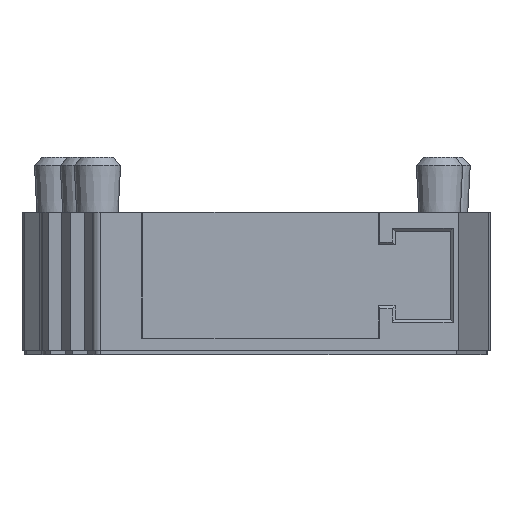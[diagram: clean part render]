
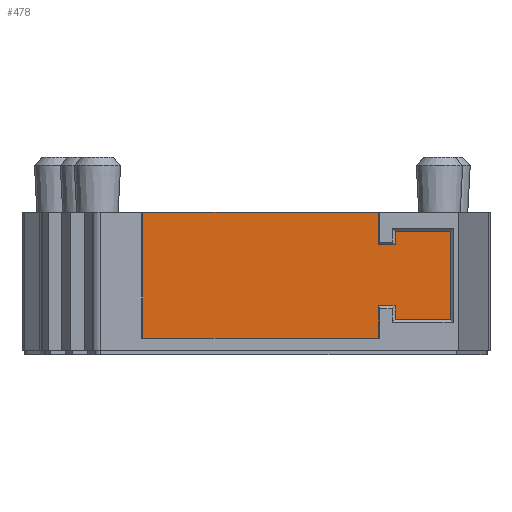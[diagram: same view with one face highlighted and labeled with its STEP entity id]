
A CAD part, front view. The second image highlights one B-rep face of the part: STEP entity #478.
In plain terms, the highlighted planar face has unit normal (0, -1, 0).
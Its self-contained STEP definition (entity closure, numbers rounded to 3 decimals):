
#26 = LINE ( 'NONE', #1579, #2576 ) ;
#91 = DIRECTION ( 'NONE',  ( -1., 0., 0. ) ) ;
#127 = CARTESIAN_POINT ( 'NONE',  ( -82.848, -3.26, 27.742 ) ) ;
#180 = VECTOR ( 'NONE', #3664, 1000. ) ;
#261 = CARTESIAN_POINT ( 'NONE',  ( -82.848, -3.26, 27.742 ) ) ;
#282 = ORIENTED_EDGE ( 'NONE', *, *, #2054, .T. ) ;
#342 = VECTOR ( 'NONE', #1613, 1000. ) ;
#396 = CARTESIAN_POINT ( 'NONE',  ( -82.251, -3.26, 28.417 ) ) ;
#442 = DIRECTION ( 'NONE',  ( -1., 0., 0. ) ) ;
#456 = VECTOR ( 'NONE', #501, 1000. ) ;
#478 = ADVANCED_FACE ( 'NONE', ( #2722 ), #773, .T. ) ;
#501 = DIRECTION ( 'NONE',  ( 1., 0., 0. ) ) ;
#557 = LINE ( 'NONE', #5396, #5781 ) ;
#571 = VECTOR ( 'NONE', #6183, 1000. ) ;
#633 = CARTESIAN_POINT ( 'NONE',  ( -91.375, -3.26, 27.742 ) ) ;
#735 = DIRECTION ( 'NONE',  ( 0., 0., 1. ) ) ;
#761 = ORIENTED_EDGE ( 'NONE', *, *, #1698, .T. ) ;
#773 = PLANE ( 'NONE',  #2997 ) ;
#776 = VECTOR ( 'NONE', #735, 1000. ) ;
#845 = EDGE_CURVE ( 'NONE', #5292, #4211, #4494, .T. ) ;
#1004 = CARTESIAN_POINT ( 'NONE',  ( -82.848, -3.26, 31.117 ) ) ;
#1006 = CARTESIAN_POINT ( 'NONE',  ( -81.951, -3.26, 28.417 ) ) ;
#1028 = VERTEX_POINT ( 'NONE', #1004 ) ;
#1065 = CARTESIAN_POINT ( 'NONE',  ( -82.848, -3.26, 28.917 ) ) ;
#1111 = EDGE_LOOP ( 'NONE', ( #4671, #5897, #5025, #1298, #4392, #761, #282, #5617, #4172, #2152, #4735, #4789 ) ) ;
#1161 = VERTEX_POINT ( 'NONE', #1065 ) ;
#1203 = LINE ( 'NONE', #1992, #5081 ) ;
#1255 = EDGE_CURVE ( 'NONE', #1028, #3174, #4659, .T. ) ;
#1298 = ORIENTED_EDGE ( 'NONE', *, *, #3918, .F. ) ;
#1579 = CARTESIAN_POINT ( 'NONE',  ( -70.079, -3.26, 32.292 ) ) ;
#1613 = DIRECTION ( 'NONE',  ( 1., 0., 0. ) ) ;
#1650 = DIRECTION ( 'NONE',  ( 0., 0., -1. ) ) ;
#1688 = EDGE_CURVE ( 'NONE', #4560, #6215, #3205, .T. ) ;
#1696 = LINE ( 'NONE', #2683, #5399 ) ;
#1698 = EDGE_CURVE ( 'NONE', #1161, #6528, #2020, .T. ) ;
#1992 = CARTESIAN_POINT ( 'NONE',  ( -83.211, -3.26, 31.117 ) ) ;
#2020 = LINE ( 'NONE', #6126, #342 ) ;
#2054 = EDGE_CURVE ( 'NONE', #6528, #5292, #1696, .T. ) ;
#2096 = DIRECTION ( 'NONE',  ( 1., 0., 0. ) ) ;
#2152 = ORIENTED_EDGE ( 'NONE', *, *, #1688, .T. ) ;
#2377 = CARTESIAN_POINT ( 'NONE',  ( -90.711, -3.26, 27.742 ) ) ;
#2383 = CARTESIAN_POINT ( 'NONE',  ( -80.251, -3.26, 28.417 ) ) ;
#2576 = VECTOR ( 'NONE', #2096, 1000. ) ;
#2660 = EDGE_CURVE ( 'NONE', #4211, #4560, #557, .T. ) ;
#2683 = CARTESIAN_POINT ( 'NONE',  ( -82.251, -3.26, 31.317 ) ) ;
#2722 = FACE_OUTER_BOUND ( 'NONE', #1111, .T. ) ;
#2822 = VERTEX_POINT ( 'NONE', #3551 ) ;
#2944 = EDGE_CURVE ( 'NONE', #4170, #1161, #5252, .T. ) ;
#2946 = LINE ( 'NONE', #2377, #4294 ) ;
#2959 = CARTESIAN_POINT ( 'NONE',  ( -82.251, -3.26, 31.317 ) ) ;
#2997 = AXIS2_PLACEMENT_3D ( 'NONE', #6317, #3822, #3289 ) ;
#3093 = CARTESIAN_POINT ( 'NONE',  ( -82.251, -3.26, 31.117 ) ) ;
#3118 = CARTESIAN_POINT ( 'NONE',  ( -82.251, -3.26, 31.617 ) ) ;
#3174 = VERTEX_POINT ( 'NONE', #5463 ) ;
#3205 = LINE ( 'NONE', #5615, #5721 ) ;
#3289 = DIRECTION ( 'NONE',  ( 1., 0., 0. ) ) ;
#3551 = CARTESIAN_POINT ( 'NONE',  ( -91.375, -3.26, 32.292 ) ) ;
#3664 = DIRECTION ( 'NONE',  ( 0., 0., 1. ) ) ;
#3822 = DIRECTION ( 'NONE',  ( 0., -1., 0. ) ) ;
#3865 = DIRECTION ( 'NONE',  ( -1., 0., 0. ) ) ;
#3918 = EDGE_CURVE ( 'NONE', #4170, #5491, #2946, .T. ) ;
#4050 = LINE ( 'NONE', #2959, #5257 ) ;
#4111 = VERTEX_POINT ( 'NONE', #3093 ) ;
#4170 = VERTEX_POINT ( 'NONE', #6338 ) ;
#4172 = ORIENTED_EDGE ( 'NONE', *, *, #2660, .T. ) ;
#4211 = VERTEX_POINT ( 'NONE', #2383 ) ;
#4294 = VECTOR ( 'NONE', #3865, 1000. ) ;
#4392 = ORIENTED_EDGE ( 'NONE', *, *, #2944, .T. ) ;
#4401 = DIRECTION ( 'NONE',  ( 0., 0., 1. ) ) ;
#4476 = DIRECTION ( 'NONE',  ( 0., 0., -1. ) ) ;
#4494 = LINE ( 'NONE', #1006, #456 ) ;
#4548 = EDGE_CURVE ( 'NONE', #2822, #5491, #5788, .T. ) ;
#4560 = VERTEX_POINT ( 'NONE', #5218 ) ;
#4659 = LINE ( 'NONE', #261, #776 ) ;
#4671 = ORIENTED_EDGE ( 'NONE', *, *, #1255, .T. ) ;
#4735 = ORIENTED_EDGE ( 'NONE', *, *, #5304, .T. ) ;
#4789 = ORIENTED_EDGE ( 'NONE', *, *, #5333, .T. ) ;
#4850 = EDGE_CURVE ( 'NONE', #2822, #3174, #26, .T. ) ;
#4879 = CARTESIAN_POINT ( 'NONE',  ( -91.375, -3.26, 27.742 ) ) ;
#4889 = CARTESIAN_POINT ( 'NONE',  ( -82.251, -3.26, 28.917 ) ) ;
#5025 = ORIENTED_EDGE ( 'NONE', *, *, #4548, .T. ) ;
#5081 = VECTOR ( 'NONE', #442, 1000. ) ;
#5218 = CARTESIAN_POINT ( 'NONE',  ( -80.251, -3.26, 31.617 ) ) ;
#5252 = LINE ( 'NONE', #127, #180 ) ;
#5257 = VECTOR ( 'NONE', #4476, 1000. ) ;
#5292 = VERTEX_POINT ( 'NONE', #396 ) ;
#5304 = EDGE_CURVE ( 'NONE', #6215, #4111, #4050, .T. ) ;
#5333 = EDGE_CURVE ( 'NONE', #4111, #1028, #1203, .T. ) ;
#5396 = CARTESIAN_POINT ( 'NONE',  ( -80.251, -3.26, 31.317 ) ) ;
#5399 = VECTOR ( 'NONE', #1650, 1000. ) ;
#5463 = CARTESIAN_POINT ( 'NONE',  ( -82.848, -3.26, 32.292 ) ) ;
#5491 = VERTEX_POINT ( 'NONE', #4879 ) ;
#5615 = CARTESIAN_POINT ( 'NONE',  ( -81.951, -3.26, 31.617 ) ) ;
#5617 = ORIENTED_EDGE ( 'NONE', *, *, #845, .T. ) ;
#5721 = VECTOR ( 'NONE', #91, 1000. ) ;
#5781 = VECTOR ( 'NONE', #4401, 1000. ) ;
#5788 = LINE ( 'NONE', #633, #571 ) ;
#5897 = ORIENTED_EDGE ( 'NONE', *, *, #4850, .F. ) ;
#6126 = CARTESIAN_POINT ( 'NONE',  ( -83.211, -3.26, 28.917 ) ) ;
#6183 = DIRECTION ( 'NONE',  ( 0., 0., -1. ) ) ;
#6215 = VERTEX_POINT ( 'NONE', #3118 ) ;
#6317 = CARTESIAN_POINT ( 'NONE',  ( -80.037, -3.26, 70.902 ) ) ;
#6338 = CARTESIAN_POINT ( 'NONE',  ( -82.848, -3.26, 27.742 ) ) ;
#6528 = VERTEX_POINT ( 'NONE', #4889 ) ;
